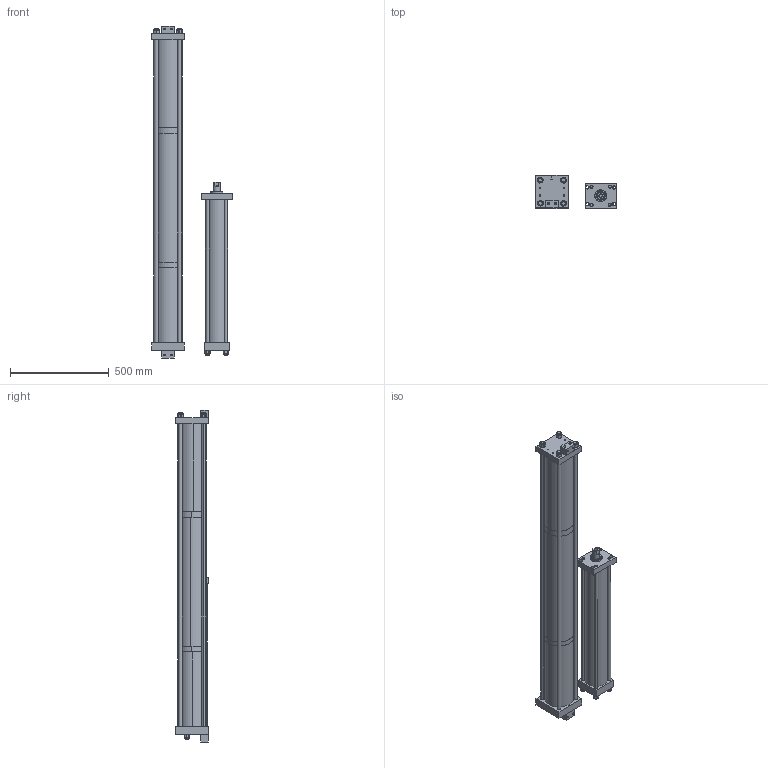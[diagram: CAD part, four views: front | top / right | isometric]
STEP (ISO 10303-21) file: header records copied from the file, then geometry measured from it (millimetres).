
FILE_DESCRIPTION (( 'STEP AP203' ), '1' );
FILE_NAME ('HPX-8-24.00-1.50-FH.STEP', '2018-05-24T16:01:42', ( '' ), ( '' ), 'SwSTEP 2.0', 'SolidWorks 2016', '' );
FILE_SCHEMA (( 'CONFIG_CONTROL_DESIGN' ));
Length unit declared in the file: inch
Products named in the file (18): E1063_HPX-8-24-1.5; ES1014_HPX-8-12-1.50; E0401_Work Rod; E0860_HPX-8-24-1; ES0805_HPX-8-24-1; E1064; E1011_HPX-8-24-1; E0804; HPX-8-24.00-1.50-FH; NLN .75; F0403; F1062; E10BRK; G1010; E1013; NLN .625; E0859; E1061_HPX-8-12-1.50
Assembly tree (30 placements, depth 2):
  HPX-8-24.00-1.50-FH
    E0804
    F0403
    E0401_Work Rod
    E0859
    NLN .625  x4
    ES0805_HPX-8-24-1
    E0860_HPX-8-24-1  x4
    G1010
    E1013
    E1064
    NLN .75  x4
    F1062
    E10BRK  x2
    E1061_HPX-8-12-1.50
    ES1014_HPX-8-12-1.50
    E1011_HPX-8-24-1
    E1063_HPX-8-24-1.5  x4
Bounding box: 409.57 x 165.1 x 1685.39 mm (x, y, z)
Volume: 14740915.5 mm3; surface area: 2899674.5 mm2
Topology: 31 solids, 31 shells, 783 faces, 1833 edges, 1053 vertices
Faces by surface type: cylinder 398, plane 245, sphere 49, bspline 48, cone 43
Entity records: 16467 total; most frequent: CARTESIAN_POINT 3521, DIRECTION 2438, ORIENTED_EDGE 2030, EDGE_CURVE 1015, AXIS2_PLACEMENT_3D 1007, VERTEX_POINT 641, EDGE_LOOP 582, CIRCLE 533
